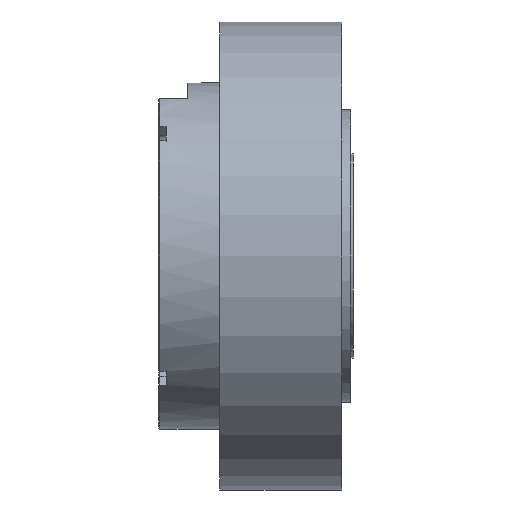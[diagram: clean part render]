
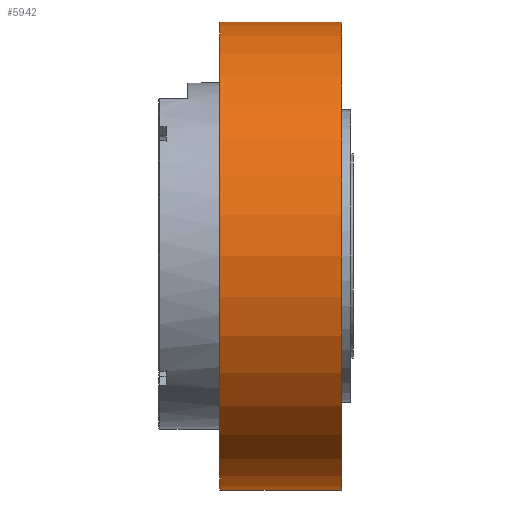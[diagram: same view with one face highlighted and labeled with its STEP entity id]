
A CAD part, left-side view. The second image highlights one B-rep face of the part: STEP entity #5942.
In plain terms, the highlighted cylindrical face has radius 48 mm (diameter 96 mm), a partial arc.
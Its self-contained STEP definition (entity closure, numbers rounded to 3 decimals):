
#163=CARTESIAN_POINT('',(0.,0.,0.));
#164=DIRECTION('',(0.,-1.,0.));
#165=DIRECTION('',(0.,0.,1.));
#166=AXIS2_PLACEMENT_3D('',#163,#164,#165);
#1288=DIRECTION('',(0.,1.,0.));
#1289=VECTOR('',#1288,25.);
#1290=CARTESIAN_POINT('',(0.,0.,-48.));
#1291=LINE('',#1290,#1289);
#1297=CARTESIAN_POINT('',(0.,25.,0.));
#1298=DIRECTION('',(0.,1.,0.));
#1299=DIRECTION('',(0.,0.,-1.));
#1300=AXIS2_PLACEMENT_3D('',#1297,#1298,#1299);
#1382=DIRECTION('',(0.,1.,0.));
#1383=VECTOR('',#1382,25.);
#1384=CARTESIAN_POINT('',(0.,0.,48.));
#1385=LINE('',#1384,#1383);
#4309=CARTESIAN_POINT('',(0.,0.,-48.));
#4310=CARTESIAN_POINT('',(0.,0.,48.));
#4311=VERTEX_POINT('',#4309);
#4312=VERTEX_POINT('',#4310);
#4313=CARTESIAN_POINT('',(0.,25.,48.));
#4314=VERTEX_POINT('',#4313);
#4315=CARTESIAN_POINT('',(0.,25.,-48.));
#4316=VERTEX_POINT('',#4315);
#5931=CARTESIAN_POINT('',(0.,0.,0.));
#5932=DIRECTION('',(0.,-1.,0.));
#5933=DIRECTION('',(0.,0.,-1.));
#5934=AXIS2_PLACEMENT_3D('',#5931,#5932,#5933);
#5935=CYLINDRICAL_SURFACE('',#5934,48.);
#5936=ORIENTED_EDGE('',*,*,#5867,.F.);
#5937=ORIENTED_EDGE('',*,*,#5295,.T.);
#5938=ORIENTED_EDGE('',*,*,#5864,.T.);
#5939=ORIENTED_EDGE('',*,*,#5878,.T.);
#5940=EDGE_LOOP('',(#5936,#5937,#5938,#5939));
#5941=FACE_OUTER_BOUND('',#5940,.F.);
#5942=ADVANCED_FACE('',(#5941),#5935,.T.);
#167=CIRCLE('',#166,48.);
#1301=CIRCLE('',#1300,48.);
#5295=EDGE_CURVE('',#4312,#4311,#167,.T.);
#5864=EDGE_CURVE('',#4311,#4316,#1291,.T.);
#5867=EDGE_CURVE('',#4312,#4314,#1385,.T.);
#5878=EDGE_CURVE('',#4316,#4314,#1301,.T.);
